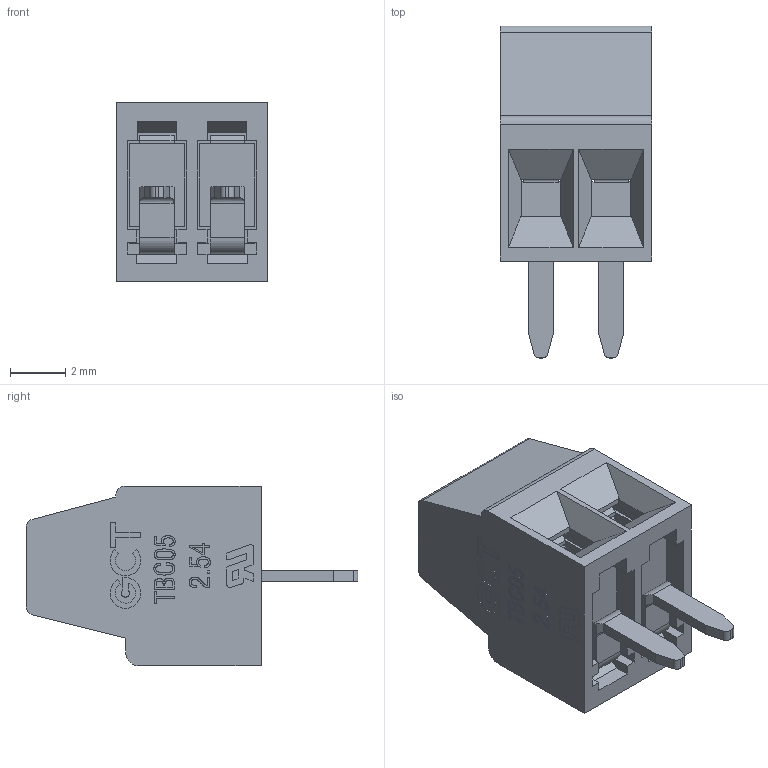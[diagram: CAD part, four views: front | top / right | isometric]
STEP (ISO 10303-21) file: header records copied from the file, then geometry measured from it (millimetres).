
FILE_DESCRIPTION(/* description */ ('STEP AP214'),/* implementation_level */ '2;1');
FILE_NAME(/* name */ 'TBC05-02-1-G-G',/* time_stamp */ '2025-10-27T10:45:31+01:00',/* author */ ('License CC BY-ND 4.0'),/* organization */ ('CADENAS'),/* preprocessor_version */ 'ST-DEVELOPER v19.3',/* originating_system */ 'PARTsolutions',/* authorisation */ ' ');
FILE_SCHEMA (('TECHNICAL_DATA_PACKAGING','AUTOMOTIVE_DESIGN {1 0 10303 214 3 1 1}'));
Length unit declared in the file: millimetre
Products named in the file (3): TBC05-02-1-G-G; TBC05-02-1-G-G_H; TBC05-02-1-G-G_P
Assembly tree (3 placements, depth 2):
  TBC05-02-1-G-G
    TBC05-02-1-G-G_H
    TBC05-02-1-G-G_P  x2
Bounding box: 5.48 x 12 x 6.5 mm (x, y, z)
Volume: 180.5 mm3; surface area: 683.1 mm2
Topology: 3 solids, 3 shells, 902 faces, 2584 edges, 1716 vertices
Faces by surface type: cylinder 508, plane 394
Full cylindrical faces by diameter (mm): 1.2 x2, 1.55 x2, 1.823 x2, 2 x2, 2.085 x2, 2.1 x4
Entity records: 26673 total; most frequent: DIRECTION 4893, CARTESIAN_POINT 4621, ORIENTED_EDGE 4576, EDGE_CURVE 2288, AXIS2_PLACEMENT_3D 1800, VERTEX_POINT 1528, LINE 1293, VECTOR 1293
